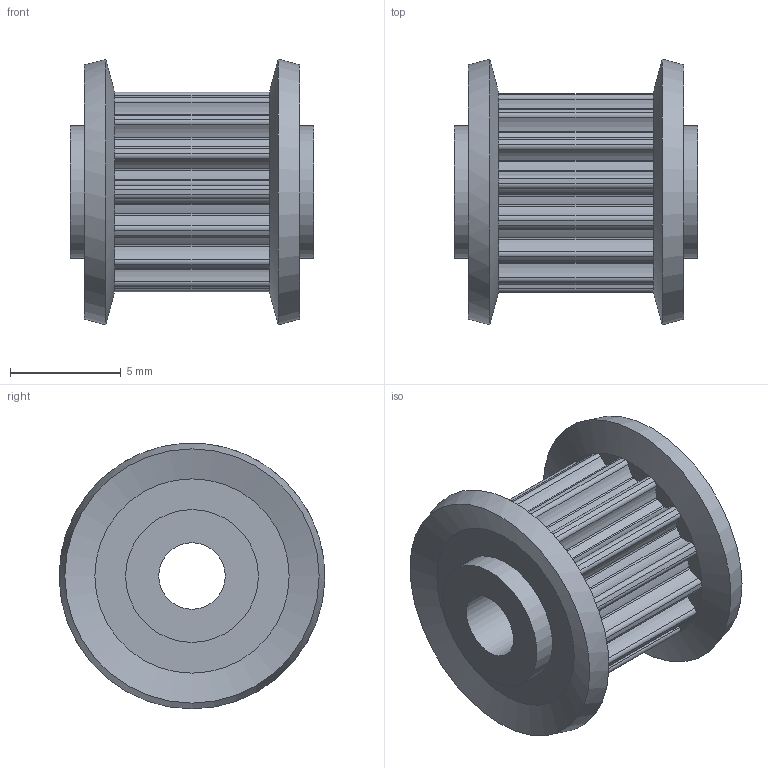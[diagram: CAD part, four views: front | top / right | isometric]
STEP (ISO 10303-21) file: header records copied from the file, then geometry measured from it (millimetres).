
FILE_DESCRIPTION( ( 'STEP AP203' ), '1' );
FILE_NAME( 'HTPA15S2M060-A-H3.stp', '2022-02-04T11:45:43', ( 'License CC BY-ND 4.0' ), ( 'CADENAS' ), ' ', 'PARTsolutions', ' ' );
FILE_SCHEMA( ( 'CONFIG_CONTROL_DESIGN' ) );
Length unit declared in the file: millimetre
Products named in the file (2): HTPA15S2M060-A-H3; _HTPA15S2M060-A-H3_a
Assembly tree (1 placements, depth 2):
  HTPA15S2M060-A-H3
    _HTPA15S2M060-A-H3_a
Bounding box: 11 x 12 x 12 mm (x, y, z)
Volume: 567.4 mm3; surface area: 810.5 mm2
Topology: 1 solids, 1 shells, 163 faces, 413 edges, 254 vertices
Faces by surface type: cylinder 123, plane 34, cone 6
Full cylindrical faces by diameter (mm): 3 x1, 6 x2
Entity records: 5017 total; most frequent: DIRECTION 1014, CARTESIAN_POINT 819, ORIENTED_EDGE 804, AXIS2_PLACEMENT_3D 447, EDGE_CURVE 402, CIRCLE 282, VERTEX_POINT 252, EDGE_LOOP 176
